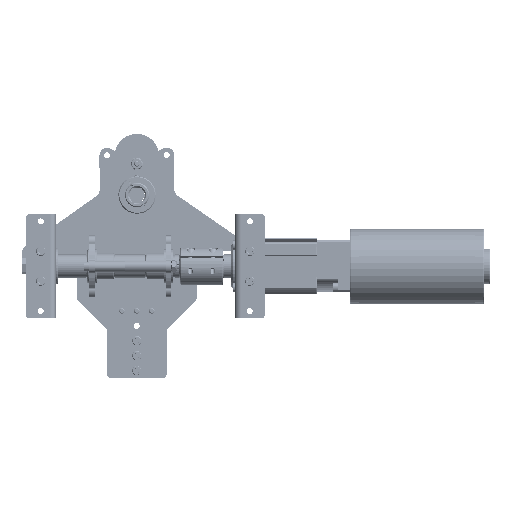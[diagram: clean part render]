
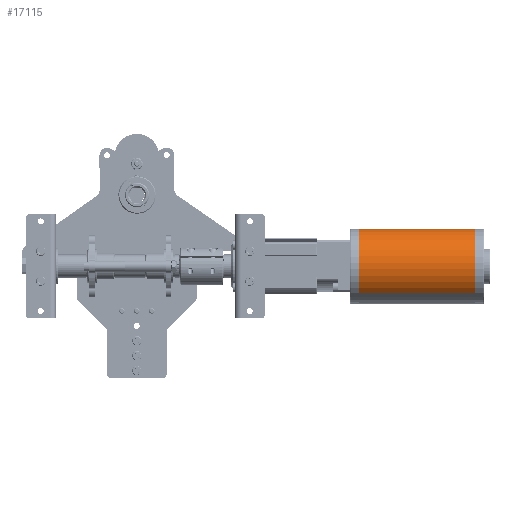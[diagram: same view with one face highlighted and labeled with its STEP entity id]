
A CAD part, front view. The second image highlights one B-rep face of the part: STEP entity #17115.
In plain terms, the highlighted cylindrical face has radius 32.004 mm (diameter 64.008 mm), a partial arc.
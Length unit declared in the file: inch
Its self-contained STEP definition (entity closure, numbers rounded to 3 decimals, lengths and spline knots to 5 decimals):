
#386 = LINE ( 'NONE', #38412, #37810 ) ;
#954 = EDGE_LOOP ( 'NONE', ( #76303, #4464, #84609, #3052 ) ) ;
#3052 = ORIENTED_EDGE ( 'NONE', *, *, #55168, .F. ) ;
#4464 = ORIENTED_EDGE ( 'NONE', *, *, #66498, .T. ) ;
#7841 = DIRECTION ( 'NONE',  ( 0., 0., -1. ) ) ;
#7880 = AXIS2_PLACEMENT_3D ( 'NONE', #46381, #58945, #39064 ) ;
#9416 = VERTEX_POINT ( 'NONE', #12477 ) ;
#10345 = CARTESIAN_POINT ( 'NONE',  ( 0.14, 4.303, -3.438 ) ) ;
#10728 = CARTESIAN_POINT ( 'NONE',  ( 2.66, 4.303, 0.426 ) ) ;
#12477 = CARTESIAN_POINT ( 'NONE',  ( 2.66, 4.303, -3.438 ) ) ;
#15025 = EDGE_CURVE ( 'NONE', #23619, #9416, #386, .T. ) ;
#17115 = ADVANCED_FACE ( 'NONE', ( #84470 ), #78004, .T. ) ;
#18466 = AXIS2_PLACEMENT_3D ( 'NONE', #34587, #7841, #33739 ) ;
#21262 = CARTESIAN_POINT ( 'NONE',  ( 0.14, 4.303, 0.426 ) ) ;
#23619 = VERTEX_POINT ( 'NONE', #10728 ) ;
#24226 = VECTOR ( 'NONE', #41503, 39.37008 ) ;
#24898 = CARTESIAN_POINT ( 'NONE',  ( 1.4, 4.303, 0.426 ) ) ;
#29965 = EDGE_CURVE ( 'NONE', #65395, #85233, #65876, .T. ) ;
#31823 = CARTESIAN_POINT ( 'NONE',  ( 0.14, 4.303, 0.426 ) ) ;
#33739 = DIRECTION ( 'NONE',  ( -1., 0., 0. ) ) ;
#34587 = CARTESIAN_POINT ( 'NONE',  ( 1.4, 4.303, 0.426 ) ) ;
#37810 = VECTOR ( 'NONE', #72091, 39.37008 ) ;
#38412 = CARTESIAN_POINT ( 'NONE',  ( 2.66, 4.303, 0.426 ) ) ;
#39064 = DIRECTION ( 'NONE',  ( -1., 0., 0. ) ) ;
#41503 = DIRECTION ( 'NONE',  ( 0., 0., -1. ) ) ;
#46381 = CARTESIAN_POINT ( 'NONE',  ( 1.4, 4.303, -3.438 ) ) ;
#55168 = EDGE_CURVE ( 'NONE', #9416, #85233, #68543, .T. ) ;
#58547 = DIRECTION ( 'NONE',  ( 0., 0., -1. ) ) ;
#58945 = DIRECTION ( 'NONE',  ( 0., 0., -1. ) ) ;
#64003 = AXIS2_PLACEMENT_3D ( 'NONE', #24898, #58547, #64180 ) ;
#64180 = DIRECTION ( 'NONE',  ( -1., 0., 0. ) ) ;
#65249 = CIRCLE ( 'NONE', #18466, 1.26 ) ;
#65395 = VERTEX_POINT ( 'NONE', #31823 ) ;
#65876 = LINE ( 'NONE', #21262, #24226 ) ;
#66498 = EDGE_CURVE ( 'NONE', #23619, #65395, #65249, .T. ) ;
#68543 = CIRCLE ( 'NONE', #7880, 1.26 ) ;
#72091 = DIRECTION ( 'NONE',  ( 0., 0., -1. ) ) ;
#76303 = ORIENTED_EDGE ( 'NONE', *, *, #15025, .F. ) ;
#78004 = CYLINDRICAL_SURFACE ( 'NONE', #64003, 1.26 ) ;
#84470 = FACE_OUTER_BOUND ( 'NONE', #954, .T. ) ;
#84609 = ORIENTED_EDGE ( 'NONE', *, *, #29965, .T. ) ;
#85233 = VERTEX_POINT ( 'NONE', #10345 ) ;
